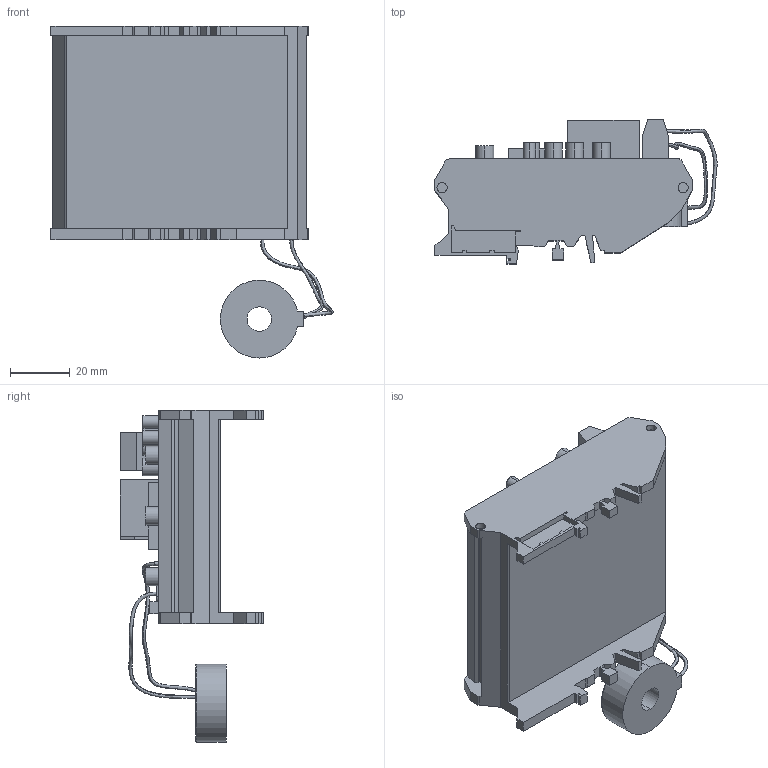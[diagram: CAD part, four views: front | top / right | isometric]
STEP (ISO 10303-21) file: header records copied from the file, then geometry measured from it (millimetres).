
FILE_DESCRIPTION (( 'STEP AP214' ), '1' );
FILE_NAME ('SRCN-C253_3D.STEP', '2022-05-02T21:11:51', ( '' ), ( '' ), 'SwSTEP 2.0', 'SolidWorks 2021', '' );
FILE_SCHEMA (( 'AUTOMOTIVE_DESIGN' ));
Length unit declared in the file: inch
Products named in the file (1): SRCN-C253_3D
Bounding box: 94.27 x 48.08 x 110.93 mm (x, y, z)
Volume: 71811.2 mm3; surface area: 44214.3 mm2
Topology: 12 solids, 12 shells, 845 faces, 2173 edges, 1446 vertices
Faces by surface type: plane 722, cylinder 114, torus 5, bspline 4
Entity records: 35692 total; most frequent: CARTESIAN_POINT 6259, ORIENTED_EDGE 4346, DIRECTION 4082, EDGE_CURVE 2173, LINE 1912, VECTOR 1912, VERTEX_POINT 1446, AXIS2_PLACEMENT_3D 1085
